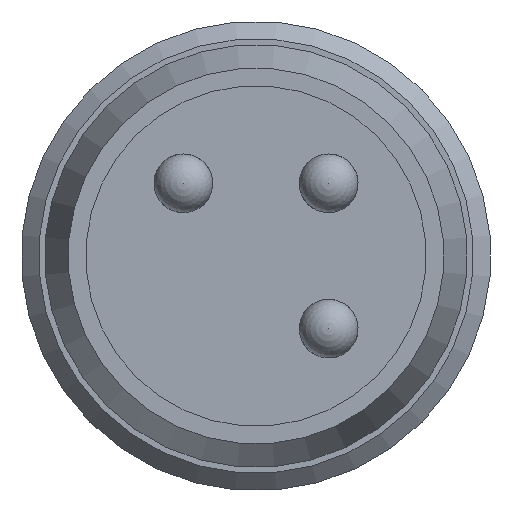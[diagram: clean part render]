
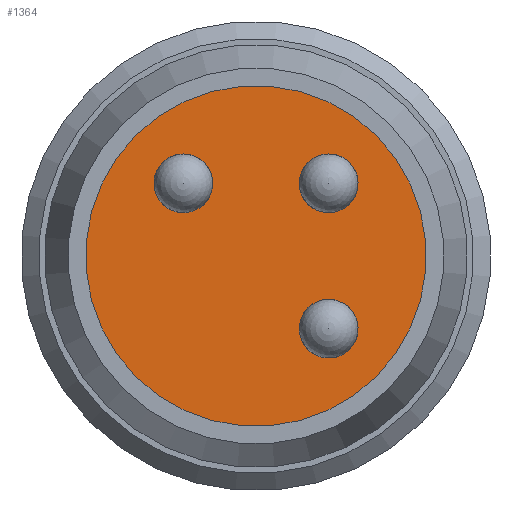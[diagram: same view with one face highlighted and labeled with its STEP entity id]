
A CAD part, front view. The second image highlights one B-rep face of the part: STEP entity #1364.
In plain terms, the highlighted planar face has unit normal (0, -1, 0).
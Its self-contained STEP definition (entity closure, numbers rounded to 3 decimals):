
#103=FACE_BOUND('',#293,.T.);
#104=FACE_BOUND('',#294,.T.);
#105=FACE_BOUND('',#295,.T.);
#138=PLANE('',#1528);
#191=FACE_OUTER_BOUND('',#292,.T.);
#292=EDGE_LOOP('',(#1003,#1004));
#293=EDGE_LOOP('',(#1005));
#294=EDGE_LOOP('',(#1006));
#295=EDGE_LOOP('',(#1007));
#481=CIRCLE('',#1526,2.9);
#482=CIRCLE('',#1527,2.9);
#483=CIRCLE('',#1529,0.5);
#484=CIRCLE('',#1530,0.5);
#485=CIRCLE('',#1531,0.5);
#599=VERTEX_POINT('',#2293);
#600=VERTEX_POINT('',#2294);
#601=VERTEX_POINT('',#2299);
#602=VERTEX_POINT('',#2301);
#603=VERTEX_POINT('',#2303);
#744=EDGE_CURVE('',#599,#600,#481,.T.);
#746=EDGE_CURVE('',#600,#599,#482,.T.);
#747=EDGE_CURVE('',#601,#601,#483,.T.);
#748=EDGE_CURVE('',#602,#602,#484,.T.);
#749=EDGE_CURVE('',#603,#603,#485,.T.);
#1003=ORIENTED_EDGE('',*,*,#744,.F.);
#1004=ORIENTED_EDGE('',*,*,#746,.F.);
#1005=ORIENTED_EDGE('',*,*,#747,.T.);
#1006=ORIENTED_EDGE('',*,*,#748,.T.);
#1007=ORIENTED_EDGE('',*,*,#749,.T.);
#1364=ADVANCED_FACE('',(#191,#103,#104,#105),#138,.T.);
#1526=AXIS2_PLACEMENT_3D('',#2295,#1861,#1862);
#1527=AXIS2_PLACEMENT_3D('',#2297,#1864,#1865);
#1528=AXIS2_PLACEMENT_3D('',#2298,#1866,#1867);
#1529=AXIS2_PLACEMENT_3D('',#2300,#1868,#1869);
#1530=AXIS2_PLACEMENT_3D('',#2302,#1870,#1871);
#1531=AXIS2_PLACEMENT_3D('',#2304,#1872,#1873);
#1861=DIRECTION('center_axis',(0.,1.,0.));
#1862=DIRECTION('ref_axis',(0.707,0.,0.707));
#1864=DIRECTION('center_axis',(0.,1.,0.));
#1865=DIRECTION('ref_axis',(0.707,0.,0.707));
#1866=DIRECTION('center_axis',(0.,-1.,0.));
#1867=DIRECTION('ref_axis',(-0.707,0.,-0.707));
#1868=DIRECTION('center_axis',(0.,1.,0.));
#1869=DIRECTION('ref_axis',(0.707,0.,-0.707));
#1870=DIRECTION('center_axis',(0.,1.,0.));
#1871=DIRECTION('ref_axis',(0.707,0.,-0.707));
#1872=DIRECTION('center_axis',(0.,1.,0.));
#1873=DIRECTION('ref_axis',(0.707,0.,-0.707));
#2293=CARTESIAN_POINT('',(-24.136,-0.174,29.232));
#2294=CARTESIAN_POINT('',(-28.237,-0.174,25.131));
#2295=CARTESIAN_POINT('Origin',(-26.186,-0.174,27.182));
#2297=CARTESIAN_POINT('Origin',(-26.186,-0.174,27.182));
#2298=CARTESIAN_POINT('Origin',(-25.161,-0.174,28.207));
#2299=CARTESIAN_POINT('',(-25.302,-0.174,26.298));
#2300=CARTESIAN_POINT('Origin',(-24.949,-0.174,25.944));
#2301=CARTESIAN_POINT('',(-27.777,-0.174,28.773));
#2302=CARTESIAN_POINT('Origin',(-27.424,-0.174,28.419));
#2303=CARTESIAN_POINT('',(-25.302,-0.174,28.773));
#2304=CARTESIAN_POINT('Origin',(-24.949,-0.174,28.419));
